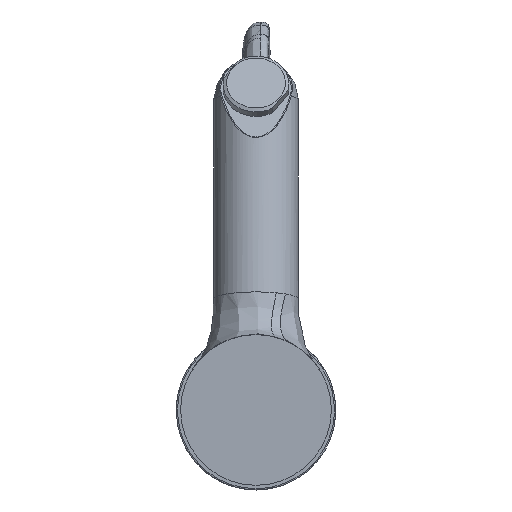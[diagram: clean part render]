
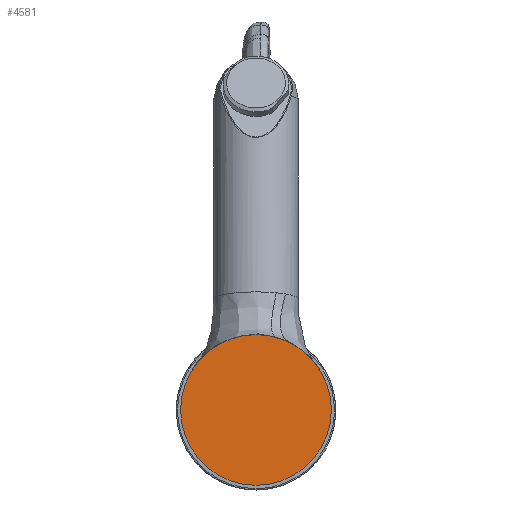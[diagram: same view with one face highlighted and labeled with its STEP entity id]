
A CAD part, front view. The second image highlights one B-rep face of the part: STEP entity #4581.
In plain terms, the highlighted planar face has unit normal (0, -1, 0).
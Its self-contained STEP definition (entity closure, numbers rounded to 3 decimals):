
#638 = CARTESIAN_POINT ( 'NONE',  ( 0., 0., 0. ) ) ;
#667 = DIRECTION ( 'NONE',  ( 0., 0., 1. ) ) ;
#725 = DIRECTION ( 'NONE',  ( 0., 1., 0. ) ) ;
#1675 = PLANE ( 'NONE',  #4708 ) ;
#1730 = EDGE_CURVE ( 'NONE', #7618, #7618, #3345, .T. ) ;
#2363 = DIRECTION ( 'NONE',  ( 0., 1., 0. ) ) ;
#3345 = CIRCLE ( 'NONE', #8726, 27.5 ) ;
#4581 = ADVANCED_FACE ( 'NONE', ( #6397 ), #1675, .F. ) ;
#4708 = AXIS2_PLACEMENT_3D ( 'NONE', #7495, #2363, #7071 ) ;
#4741 = CARTESIAN_POINT ( 'NONE',  ( 0., 0., 27.5 ) ) ;
#6397 = FACE_OUTER_BOUND ( 'NONE', #8066, .T. ) ;
#7071 = DIRECTION ( 'NONE',  ( 0., 0., 1. ) ) ;
#7495 = CARTESIAN_POINT ( 'NONE',  ( 0., 0., 0. ) ) ;
#7618 = VERTEX_POINT ( 'NONE', #4741 ) ;
#8066 = EDGE_LOOP ( 'NONE', ( #8715 ) ) ;
#8715 = ORIENTED_EDGE ( 'NONE', *, *, #1730, .F. ) ;
#8726 = AXIS2_PLACEMENT_3D ( 'NONE', #638, #725, #667 ) ;
